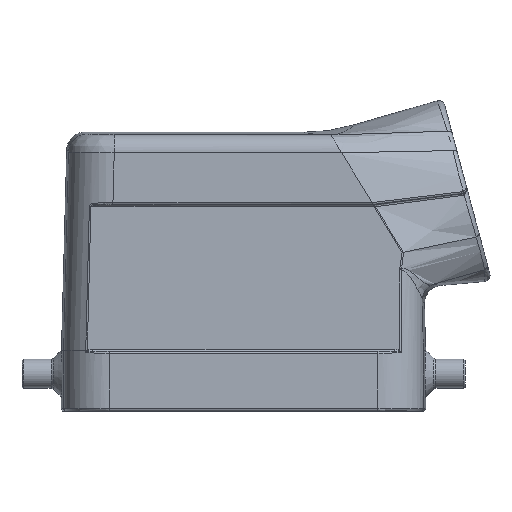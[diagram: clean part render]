
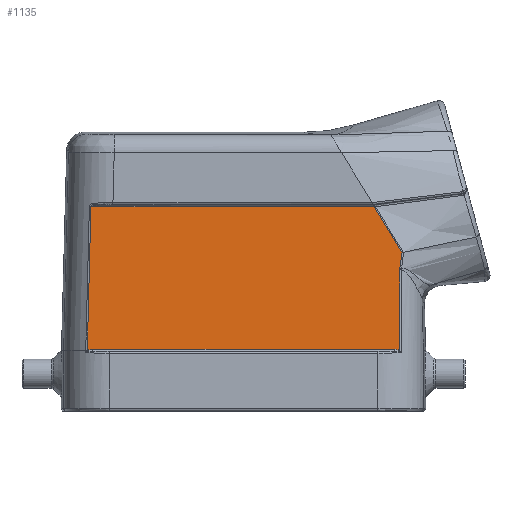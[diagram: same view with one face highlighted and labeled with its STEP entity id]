
A CAD part, front view. The second image highlights one B-rep face of the part: STEP entity #1135.
In plain terms, the highlighted planar face has unit normal (0, -1, 0.026).
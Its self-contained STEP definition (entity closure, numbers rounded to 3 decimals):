
#827=FACE_OUTER_BOUND('',#1802,.T.);
#1135=ADVANCED_FACE('',(#827),#1475,.F.);
#1475=PLANE('',#9254);
#1802=EDGE_LOOP('',(#2306,#2307,#2308,#2309,#2310,#2311,#2312,#2313,#2314,
#2315));
#2306=ORIENTED_EDGE('',*,*,#4413,.T.);
#2307=ORIENTED_EDGE('',*,*,#4414,.T.);
#2308=ORIENTED_EDGE('',*,*,#4415,.T.);
#2309=ORIENTED_EDGE('',*,*,#4416,.T.);
#2310=ORIENTED_EDGE('',*,*,#4417,.T.);
#2311=ORIENTED_EDGE('',*,*,#4418,.T.);
#2312=ORIENTED_EDGE('',*,*,#4419,.T.);
#2313=ORIENTED_EDGE('',*,*,#4420,.T.);
#2314=ORIENTED_EDGE('',*,*,#4421,.T.);
#2315=ORIENTED_EDGE('',*,*,#4422,.T.);
#3908=VERTEX_POINT('',#12847);
#3909=VERTEX_POINT('',#12848);
#3910=VERTEX_POINT('',#12856);
#3911=VERTEX_POINT('',#12858);
#3912=VERTEX_POINT('',#12866);
#3913=VERTEX_POINT('',#12880);
#3914=VERTEX_POINT('',#12885);
#3915=VERTEX_POINT('',#12887);
#3916=VERTEX_POINT('',#12889);
#3917=VERTEX_POINT('',#12891);
#4413=EDGE_CURVE('',#3908,#3909,#7169,.T.);
#4414=EDGE_CURVE('',#3909,#3910,#5576,.T.);
#4415=EDGE_CURVE('',#3910,#3911,#7170,.T.);
#4416=EDGE_CURVE('',#3911,#3912,#5577,.T.);
#4417=EDGE_CURVE('',#3912,#3913,#5578,.T.);
#4418=EDGE_CURVE('',#3913,#3914,#5579,.T.);
#4419=EDGE_CURVE('',#3914,#3915,#7171,.T.);
#4420=EDGE_CURVE('',#3915,#3916,#7172,.T.);
#4421=EDGE_CURVE('',#3916,#3917,#7173,.T.);
#4422=EDGE_CURVE('',#3917,#3908,#5580,.T.);
#5576=B_SPLINE_CURVE_WITH_KNOTS('',3,(#12849,#12850,#12851,#12852,#12853,
#12854,#12855),.UNSPECIFIED.,.F.,.F.,(4,3,4),(0.,0.616,1.),
 .UNSPECIFIED.);
#5577=B_SPLINE_CURVE_WITH_KNOTS('',3,(#12859,#12860,#12861,#12862,#12863,
#12864,#12865),.UNSPECIFIED.,.F.,.F.,(4,3,4),(0.,0.5,1.),
 .UNSPECIFIED.);
#5578=B_SPLINE_CURVE_WITH_KNOTS('',3,(#12867,#12868,#12869,#12870,#12871,
#12872,#12873,#12874,#12875,#12876,#12877,#12878,#12879),.UNSPECIFIED.,
 .F.,.F.,(4,3,3,3,4),(0.,0.232,0.5,0.902,
1.),.UNSPECIFIED.);
#5579=B_SPLINE_CURVE_WITH_KNOTS('',3,(#12881,#12882,#12883,#12884),
 .UNSPECIFIED.,.F.,.F.,(4,4),(0.,1.),.UNSPECIFIED.);
#5580=B_SPLINE_CURVE_WITH_KNOTS('',3,(#12892,#12893,#12894,#12895,#12896,
#12897,#12898),.UNSPECIFIED.,.F.,.F.,(4,3,4),(0.,0.32,1.),
 .UNSPECIFIED.);
#7169=LINE('',#12846,#7683);
#7170=LINE('',#12857,#7684);
#7171=LINE('',#12886,#7685);
#7172=LINE('',#12888,#7686);
#7173=LINE('',#12890,#7687);
#7683=VECTOR('',#9880,1.);
#7684=VECTOR('',#9881,1.);
#7685=VECTOR('',#9882,1.);
#7686=VECTOR('',#9883,1.);
#7687=VECTOR('',#9884,1.);
#9254=AXIS2_PLACEMENT_3D('',#12899,#9885,#9886);
#9880=DIRECTION('',(1.,0.,0.));
#9881=DIRECTION('',(0.001,0.026,1.));
#9882=DIRECTION('',(-1.,0.,0.));
#9883=DIRECTION('',(-0.025,-0.026,-0.999));
#9884=DIRECTION('',(0.001,-0.026,-1.));
#9885=DIRECTION('',(0.,1.,-0.026));
#9886=DIRECTION('',(0.,0.026,1.));
#12846=CARTESIAN_POINT('',(-32.,-20.232,1.219));
#12847=CARTESIAN_POINT('',(-24.823,-20.232,1.219));
#12848=CARTESIAN_POINT('',(24.823,-20.232,1.219));
#12849=CARTESIAN_POINT('',(24.823,-20.232,1.219));
#12850=CARTESIAN_POINT('',(25.018,-20.232,1.219));
#12851=CARTESIAN_POINT('',(25.214,-20.232,1.206));
#12852=CARTESIAN_POINT('',(25.404,-20.234,1.163));
#12853=CARTESIAN_POINT('',(25.522,-20.234,1.136));
#12854=CARTESIAN_POINT('',(25.64,-20.235,1.097));
#12855=CARTESIAN_POINT('',(25.743,-20.237,1.034));
#12856=CARTESIAN_POINT('',(25.743,-20.237,1.034));
#12857=CARTESIAN_POINT('',(25.752,-19.887,14.408));
#12858=CARTESIAN_POINT('',(25.752,-19.885,14.479));
#12859=CARTESIAN_POINT('',(25.752,-19.885,14.479));
#12860=CARTESIAN_POINT('',(25.848,-19.873,14.917));
#12861=CARTESIAN_POINT('',(25.925,-19.862,15.36));
#12862=CARTESIAN_POINT('',(25.985,-19.85,15.805));
#12863=CARTESIAN_POINT('',(26.045,-19.838,16.25));
#12864=CARTESIAN_POINT('',(26.088,-19.827,16.698));
#12865=CARTESIAN_POINT('',(26.114,-19.815,17.147));
#12866=CARTESIAN_POINT('',(26.114,-19.815,17.147));
#12867=CARTESIAN_POINT('',(26.114,-19.815,17.147));
#12868=CARTESIAN_POINT('',(25.765,-19.8,17.728));
#12869=CARTESIAN_POINT('',(25.416,-19.785,18.309));
#12870=CARTESIAN_POINT('',(25.066,-19.769,18.89));
#12871=CARTESIAN_POINT('',(24.663,-19.752,19.56));
#12872=CARTESIAN_POINT('',(24.258,-19.734,20.229));
#12873=CARTESIAN_POINT('',(23.853,-19.717,20.898));
#12874=CARTESIAN_POINT('',(23.245,-19.69,21.902));
#12875=CARTESIAN_POINT('',(22.636,-19.664,22.905));
#12876=CARTESIAN_POINT('',(22.025,-19.638,23.906));
#12877=CARTESIAN_POINT('',(21.875,-19.632,24.151));
#12878=CARTESIAN_POINT('',(21.726,-19.625,24.396));
#12879=CARTESIAN_POINT('',(21.576,-19.619,24.641));
#12880=CARTESIAN_POINT('',(21.576,-19.619,24.641));
#12881=CARTESIAN_POINT('',(21.576,-19.619,24.641));
#12882=CARTESIAN_POINT('',(21.562,-19.618,24.664));
#12883=CARTESIAN_POINT('',(21.551,-19.617,24.689));
#12884=CARTESIAN_POINT('',(21.545,-19.617,24.715));
#12885=CARTESIAN_POINT('',(21.545,-19.617,24.715));
#12886=CARTESIAN_POINT('',(-32.,-19.617,24.715));
#12887=CARTESIAN_POINT('',(-25.141,-19.617,24.715));
#12888=CARTESIAN_POINT('',(-25.743,-20.235,1.11));
#12889=CARTESIAN_POINT('',(-25.743,-20.235,1.112));
#12890=CARTESIAN_POINT('',(-25.743,-20.245,0.721));
#12891=CARTESIAN_POINT('',(-25.743,-20.237,1.034));
#12892=CARTESIAN_POINT('',(-25.743,-20.237,1.034));
#12893=CARTESIAN_POINT('',(-25.657,-20.236,1.087));
#12894=CARTESIAN_POINT('',(-25.56,-20.235,1.123));
#12895=CARTESIAN_POINT('',(-25.462,-20.234,1.149));
#12896=CARTESIAN_POINT('',(-25.255,-20.232,1.204));
#12897=CARTESIAN_POINT('',(-25.037,-20.232,1.219));
#12898=CARTESIAN_POINT('',(-24.823,-20.232,1.219));
#12899=CARTESIAN_POINT('',(-32.,-19.61,24.974));
